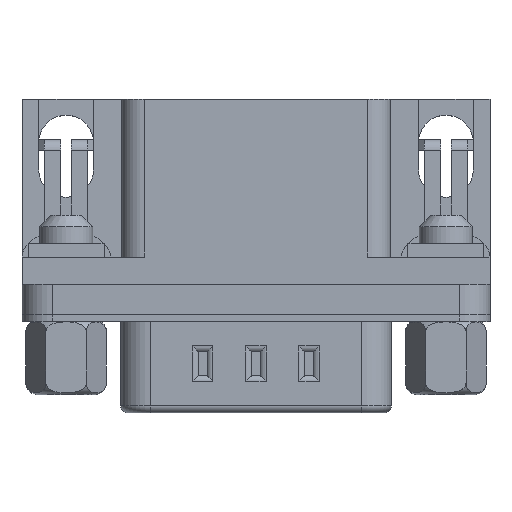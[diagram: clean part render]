
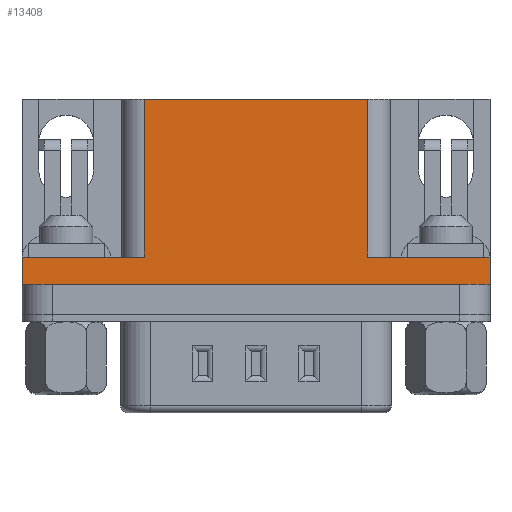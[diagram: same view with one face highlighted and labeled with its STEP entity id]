
A CAD part, top view. The second image highlights one B-rep face of the part: STEP entity #13408.
In plain terms, the highlighted planar face has unit normal (0, 0, 1).
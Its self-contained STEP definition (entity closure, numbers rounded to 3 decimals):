
#1342=LINE('',#37098,#2632);
#1391=LINE('',#37215,#2681);
#1430=LINE('',#37306,#2720);
#1433=LINE('',#37312,#2723);
#1438=LINE('',#37320,#2728);
#1439=LINE('',#37326,#2729);
#1440=LINE('',#37327,#2730);
#1441=LINE('',#37329,#2731);
#2632=VECTOR('',#17202,1000.);
#2681=VECTOR('',#17295,1000.);
#2720=VECTOR('',#17370,1000.);
#2723=VECTOR('',#17377,1000.);
#2728=VECTOR('',#17384,1000.);
#2729=VECTOR('',#17395,1000.);
#2730=VECTOR('',#17396,1000.);
#2731=VECTOR('',#17397,1000.);
#3391=PLANE('',#14371);
#6878=ORIENTED_EDGE('',*,*,#8985,.T.);
#6879=ORIENTED_EDGE('',*,*,#8871,.T.);
#6880=ORIENTED_EDGE('',*,*,#8986,.T.);
#6881=ORIENTED_EDGE('',*,*,#8987,.F.);
#6882=ORIENTED_EDGE('',*,*,#8975,.F.);
#6883=ORIENTED_EDGE('',*,*,#8983,.T.);
#6884=ORIENTED_EDGE('',*,*,#8978,.F.);
#6885=ORIENTED_EDGE('',*,*,#8929,.T.);
#8871=EDGE_CURVE('',#11269,#11271,#1342,.T.);
#8929=EDGE_CURVE('',#11314,#11317,#1391,.T.);
#8975=EDGE_CURVE('',#11351,#11350,#1430,.T.);
#8978=EDGE_CURVE('',#11314,#11352,#1433,.T.);
#8983=EDGE_CURVE('',#11351,#11352,#1438,.T.);
#8985=EDGE_CURVE('',#11317,#11269,#1439,.T.);
#8986=EDGE_CURVE('',#11271,#11355,#1440,.T.);
#8987=EDGE_CURVE('',#11350,#11355,#1441,.T.);
#10106=EDGE_LOOP('',(#6878,#6879,#6880,#6881,#6882,#6883,#6884,#6885));
#11269=VERTEX_POINT('',#37093);
#11271=VERTEX_POINT('',#37097);
#11314=VERTEX_POINT('',#37209);
#11317=VERTEX_POINT('',#37214);
#11350=VERTEX_POINT('',#37302);
#11351=VERTEX_POINT('',#37305);
#11352=VERTEX_POINT('',#37311);
#11355=VERTEX_POINT('',#37328);
#12160=FACE_BOUND('',#10106,.T.);
#13408=ADVANCED_FACE('',(#12160),#3391,.T.);
#14371=AXIS2_PLACEMENT_3D('',#37325,#17393,#17394);
#17202=DIRECTION('',(0.,-1.,0.));
#17295=DIRECTION('',(0.,1.,0.));
#17370=DIRECTION('',(-1.,0.,0.));
#17377=DIRECTION('',(1.,0.,0.));
#17384=DIRECTION('',(0.,1.,0.));
#17393=DIRECTION('',(0.,0.,1.));
#17394=DIRECTION('',(1.,0.,0.));
#17395=DIRECTION('',(-1.,0.,0.));
#17396=DIRECTION('',(-1.,0.,0.));
#17397=DIRECTION('',(0.,1.,0.));
#37093=CARTESIAN_POINT('',(-7.35,7.1,4.225));
#37097=CARTESIAN_POINT('',(-7.35,-3.3,4.225));
#37098=CARTESIAN_POINT('',(-7.35,-3.3,4.225));
#37209=CARTESIAN_POINT('',(7.35,-3.3,4.225));
#37214=CARTESIAN_POINT('',(7.35,7.1,4.225));
#37215=CARTESIAN_POINT('',(7.35,7.1,4.225));
#37302=CARTESIAN_POINT('',(-15.405,-5.1,4.225));
#37305=CARTESIAN_POINT('',(15.405,-5.1,4.225));
#37306=CARTESIAN_POINT('',(15.405,-5.1,4.225));
#37311=CARTESIAN_POINT('',(15.405,-3.3,4.225));
#37312=CARTESIAN_POINT('',(8.85,-3.3,4.225));
#37320=CARTESIAN_POINT('',(15.405,-5.1,4.225));
#37325=CARTESIAN_POINT('',(15.405,-5.1,4.225));
#37326=CARTESIAN_POINT('',(15.405,7.1,4.225));
#37327=CARTESIAN_POINT('',(-8.85,-3.3,4.225));
#37328=CARTESIAN_POINT('',(-15.405,-3.3,4.225));
#37329=CARTESIAN_POINT('',(-15.405,-5.1,4.225));
